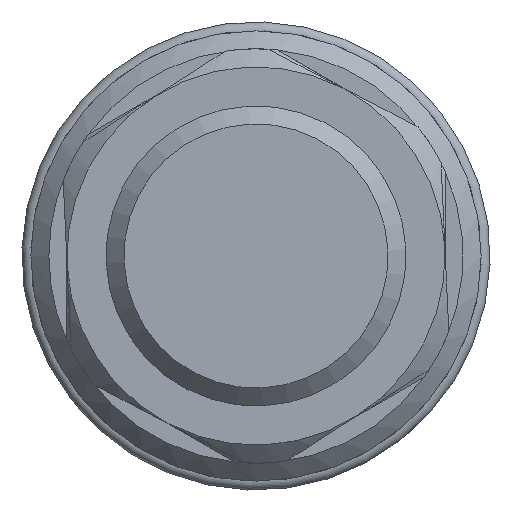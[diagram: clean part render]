
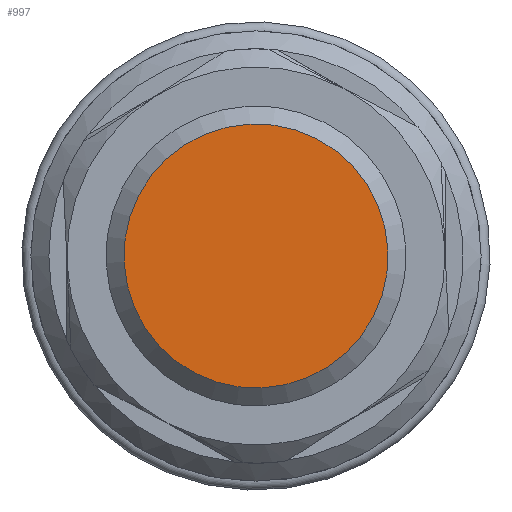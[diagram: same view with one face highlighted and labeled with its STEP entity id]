
A CAD part, left-side view. The second image highlights one B-rep face of the part: STEP entity #997.
In plain terms, the highlighted planar face has unit normal (-1, 0, 0).
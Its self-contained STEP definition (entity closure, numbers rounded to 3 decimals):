
#957=CARTESIAN_POINT('',(-16.,3.951,6.175));
#958=VERTEX_POINT('',#957);
#959=CARTESIAN_POINT('',(-16.,0.0,0.0));
#960=DIRECTION('',(1.0,0.0,0.0));
#961=DIRECTION('',(0.0,-0.539,-0.842));
#962=AXIS2_PLACEMENT_3D('',#959,#960,#961);
#963=CIRCLE('',#962,7.331);
#964=EDGE_CURVE('',#958,#958,#963,.T.);
#989=CARTESIAN_POINT('',(-16.,3.62,5.656));
#990=DIRECTION('',(-1.0,0.0,0.0));
#991=DIRECTION('',(0.0,-0.842,0.539));
#992=AXIS2_PLACEMENT_3D('',#989,#990,#991);
#993=PLANE('',#992);
#994=ORIENTED_EDGE('',*,*,#964,.F.);
#995=EDGE_LOOP('',(#994));
#996=FACE_OUTER_BOUND('',#995,.T.);
#997=ADVANCED_FACE('',(#996),#993,.T.);
